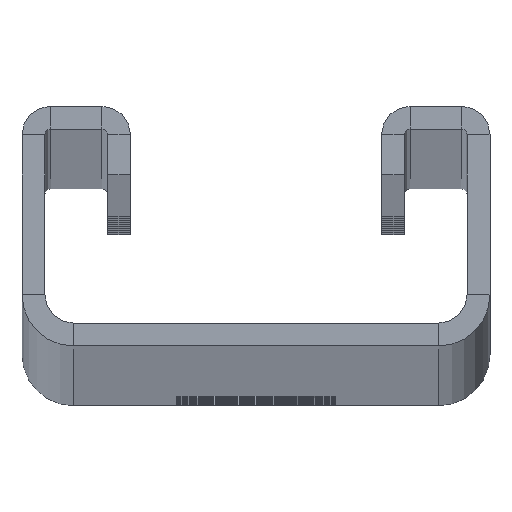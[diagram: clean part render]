
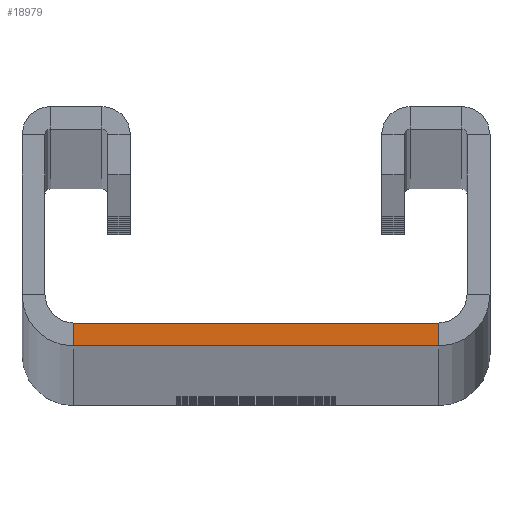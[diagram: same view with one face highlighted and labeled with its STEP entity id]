
A CAD part, top view. The second image highlights one B-rep face of the part: STEP entity #18979.
In plain terms, the highlighted planar face has unit normal (0, 0, 1).
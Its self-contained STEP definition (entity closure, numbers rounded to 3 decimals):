
#251 = CARTESIAN_POINT ( 'NONE',  ( -16., 2., 3000. ) ) ;
#2457 = FACE_OUTER_BOUND ( 'NONE', #13005, .T. ) ;
#2628 = PLANE ( 'NONE',  #19169 ) ;
#2751 = VERTEX_POINT ( 'NONE', #19645 ) ;
#3064 = ORIENTED_EDGE ( 'NONE', *, *, #20456, .T. ) ;
#4833 = EDGE_CURVE ( 'NONE', #25227, #6680, #16564, .T. ) ;
#6680 = VERTEX_POINT ( 'NONE', #20266 ) ;
#6756 = DIRECTION ( 'NONE',  ( 0., 1., 0. ) ) ;
#8840 = DIRECTION ( 'NONE',  ( 1., 0., 0. ) ) ;
#8862 = LINE ( 'NONE', #29786, #34120 ) ;
#9424 = CARTESIAN_POINT ( 'NONE',  ( 16., 0., 3000. ) ) ;
#11177 = DIRECTION ( 'NONE',  ( 1., 0., 0. ) ) ;
#13005 = EDGE_LOOP ( 'NONE', ( #23713, #3064, #21322, #25398 ) ) ;
#14442 = CARTESIAN_POINT ( 'NONE',  ( -16., 2., 3000. ) ) ;
#16564 = LINE ( 'NONE', #251, #33436 ) ;
#16742 = DIRECTION ( 'NONE',  ( 0., -1., 0. ) ) ;
#17161 = DIRECTION ( 'NONE',  ( 0., 0., 1. ) ) ;
#17353 = VECTOR ( 'NONE', #29709, 1000. ) ;
#18113 = CARTESIAN_POINT ( 'NONE',  ( 16., 2., 3000. ) ) ;
#18368 = LINE ( 'NONE', #24030, #17353 ) ;
#18979 = ADVANCED_FACE ( 'NONE', ( #2457 ), #2628, .T. ) ;
#19169 = AXIS2_PLACEMENT_3D ( 'NONE', #24243, #17161, #8840 ) ;
#19645 = CARTESIAN_POINT ( 'NONE',  ( 16., 0., 3000. ) ) ;
#20266 = CARTESIAN_POINT ( 'NONE',  ( -16., 0., 3000. ) ) ;
#20456 = EDGE_CURVE ( 'NONE', #2751, #21332, #33707, .T. ) ;
#21322 = ORIENTED_EDGE ( 'NONE', *, *, #29244, .F. ) ;
#21332 = VERTEX_POINT ( 'NONE', #18113 ) ;
#23713 = ORIENTED_EDGE ( 'NONE', *, *, #34054, .T. ) ;
#24030 = CARTESIAN_POINT ( 'NONE',  ( 16., 0., 3000. ) ) ;
#24243 = CARTESIAN_POINT ( 'NONE',  ( 18.5, 4.5, 3000. ) ) ;
#25227 = VERTEX_POINT ( 'NONE', #14442 ) ;
#25398 = ORIENTED_EDGE ( 'NONE', *, *, #4833, .T. ) ;
#26547 = VECTOR ( 'NONE', #6756, 1000. ) ;
#29244 = EDGE_CURVE ( 'NONE', #25227, #21332, #8862, .T. ) ;
#29709 = DIRECTION ( 'NONE',  ( 1., 0., 0. ) ) ;
#29786 = CARTESIAN_POINT ( 'NONE',  ( 16., 2., 3000. ) ) ;
#33436 = VECTOR ( 'NONE', #16742, 1000. ) ;
#33707 = LINE ( 'NONE', #9424, #26547 ) ;
#34054 = EDGE_CURVE ( 'NONE', #6680, #2751, #18368, .T. ) ;
#34120 = VECTOR ( 'NONE', #11177, 1000. ) ;
